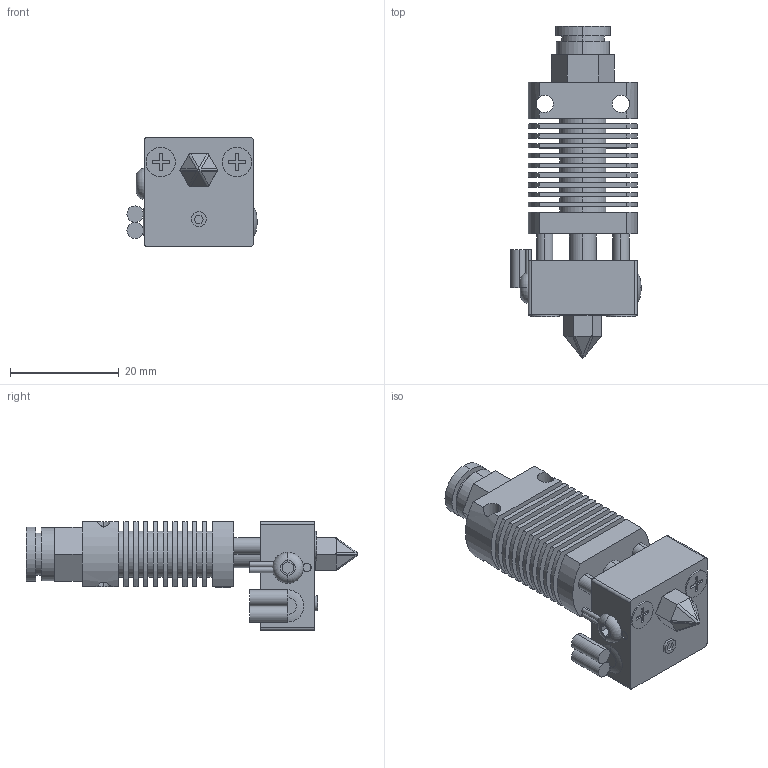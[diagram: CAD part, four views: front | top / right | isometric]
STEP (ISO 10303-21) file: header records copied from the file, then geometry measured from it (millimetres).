
FILE_DESCRIPTION (( 'STEP AP214' ), '1' );
FILE_NAME ('MK8 Hotend.STEP', '2023-03-25T14:04:18', ( '' ), ( '' ), 'SwSTEP 2.0', 'SolidWorks 2010', '' );
FILE_SCHEMA (( 'AUTOMOTIVE_DESIGN' ));
Length unit declared in the file: millimetre
Products named in the file (1): MK8 Hotend
Bounding box: 23.9 x 61 x 20 mm (x, y, z)
Volume: 8960.5 mm3; surface area: 8770.8 mm2
Topology: 6 solids, 6 shells, 259 faces, 623 edges, 414 vertices
Faces by surface type: plane 148, cylinder 98, torus 13
Entity records: 10330 total; most frequent: CARTESIAN_POINT 1567, DIRECTION 1314, ORIENTED_EDGE 1246, EDGE_CURVE 623, AXIS2_PLACEMENT_3D 477, VERTEX_POINT 414, LINE 360, VECTOR 360
